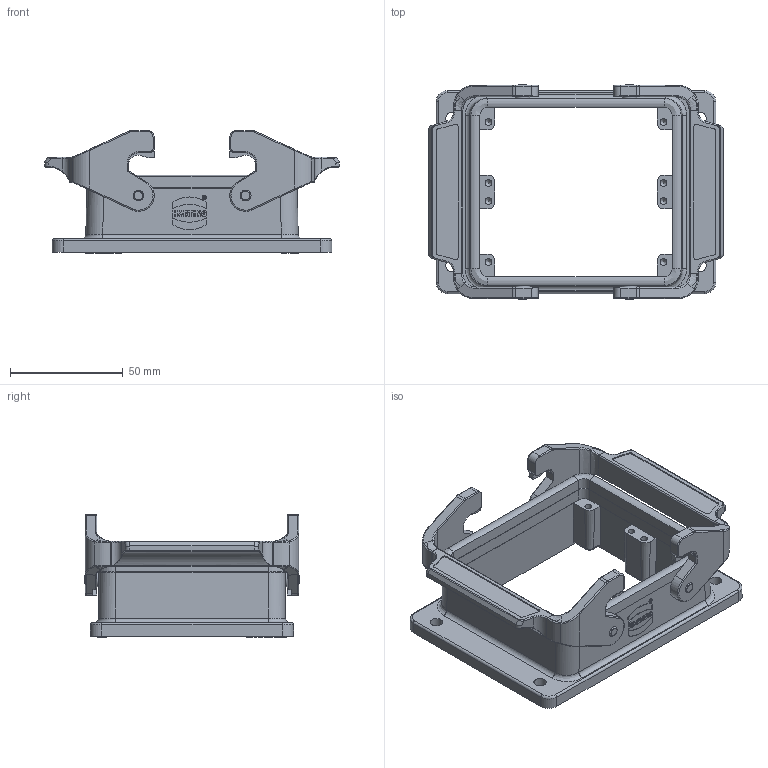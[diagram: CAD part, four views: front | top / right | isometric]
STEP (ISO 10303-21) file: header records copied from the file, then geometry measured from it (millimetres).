
FILE_DESCRIPTION(/* description */ (''),/* implementation_level */ '2;1');
FILE_NAME(/* name */ '100094890ugm000_c.stp',/* time_stamp */ '2015-04-09T13:56:59+02:00',/* author */ (''),/* organization */ (''),/* preprocessor_version */ 'ST-DEVELOPER v15',/* originating_system */ 'SIEMENS PLM Software NX 8.5',/* authorisation */ '');
FILE_SCHEMA (('AUTOMOTIVE_DESIGN { 1 0 10303 214 3 1 1 1 }'));
Length unit declared in the file: millimetre
Products named in the file (1): 100094890ugm000_c
Bounding box: 130.5 x 95.16 x 54.5 mm (x, y, z)
Volume: 102699.3 mm3; surface area: 56212.6 mm2
Topology: 3 solids, 3 shells, 695 faces, 1907 edges, 1314 vertices
Faces by surface type: plane 303, cylinder 206, bspline 124, torus 28, cone 24, extrusion 10
Full cylindrical faces by diameter (mm): 1.65 x1, 1.95 x1, 3 x8, 4.8 x4, 5.5 x4, 6.5 x4
Entity records: 29509 total; most frequent: CARTESIAN_POINT 11243, ORIENTED_EDGE 3516, DIRECTION 3160, EDGE_CURVE 1758, VERTEX_POINT 1129, VECTOR 1056, AXIS2_PLACEMENT_3D 1052, LINE 1046
